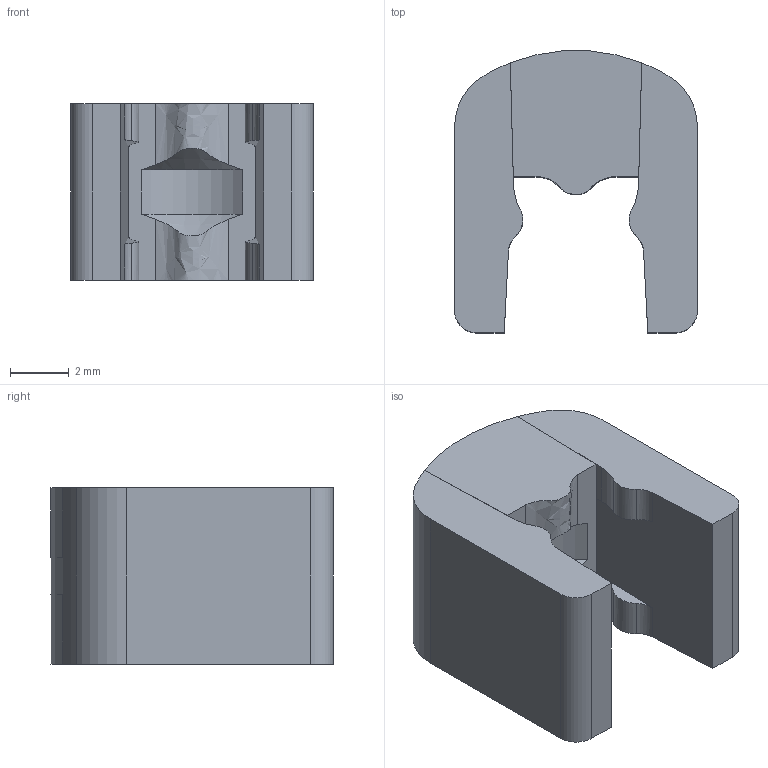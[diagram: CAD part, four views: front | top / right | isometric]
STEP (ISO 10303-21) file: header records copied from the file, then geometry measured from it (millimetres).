
FILE_DESCRIPTION (( 'STEP AP214' ), '1' );
FILE_NAME ('750-0999-066 Rev3.STEP', '2022-10-26T23:44:29', ( '' ), ( '' ), 'SwSTEP 2.0', 'SolidWorks 2021', '' );
FILE_SCHEMA (( 'AUTOMOTIVE_DESIGN' ));
Length unit declared in the file: millimetre
Products named in the file (1): 750-0999-066 Rev3
Bounding box: 8.25 x 9.58 x 6 mm (x, y, z)
Volume: 303.5 mm3; surface area: 539.8 mm2
Topology: 2 solids, 2 shells, 86 faces, 264 edges, 176 vertices
Faces by surface type: plane 48, cylinder 34, bspline 2, cone 2
Entity records: 3177 total; most frequent: CARTESIAN_POINT 763, ORIENTED_EDGE 528, DIRECTION 474, EDGE_CURVE 264, VERTEX_POINT 176, VECTOR 172, LINE 172, AXIS2_PLACEMENT_3D 151
